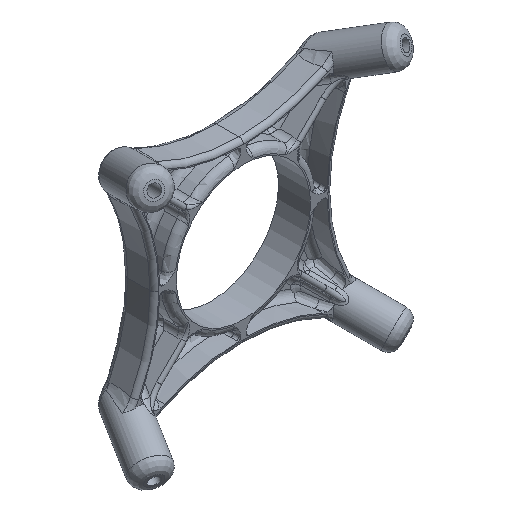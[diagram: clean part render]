
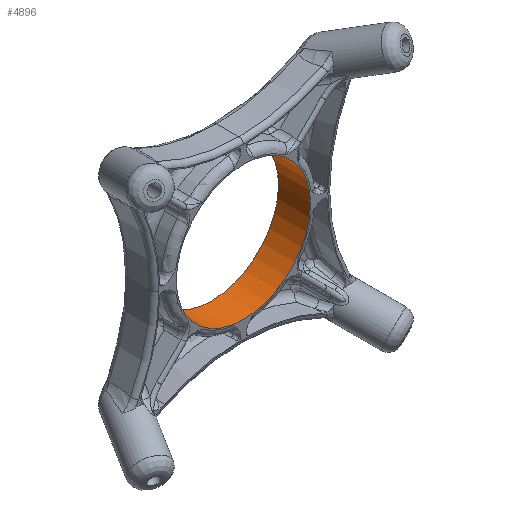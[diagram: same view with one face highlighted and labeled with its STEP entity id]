
A CAD part, isometric view. The second image highlights one B-rep face of the part: STEP entity #4896.
In plain terms, the highlighted cylindrical face has radius 37.75 mm (diameter 75.5 mm), a full revolution.
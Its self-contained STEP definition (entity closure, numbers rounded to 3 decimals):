
#703=LINE('',#15148,#828);
#828=VECTOR('',#6429,37.75);
#929=CYLINDRICAL_SURFACE('',#5374,37.75);
#1275=FACE_OUTER_BOUND('',#1587,.T.);
#1587=EDGE_LOOP('',(#4566,#4567,#4568,#4569));
#1814=CIRCLE('',#5319,37.75);
#1839=CIRCLE('',#5375,37.75);
#2278=VERTEX_POINT('',#14263);
#2297=VERTEX_POINT('',#15147);
#2999=EDGE_CURVE('',#2278,#2278,#1814,.T.);
#3059=EDGE_CURVE('',#2278,#2297,#703,.T.);
#3060=EDGE_CURVE('',#2297,#2297,#1839,.T.);
#4566=ORIENTED_EDGE('',*,*,#2999,.F.);
#4567=ORIENTED_EDGE('',*,*,#3059,.T.);
#4568=ORIENTED_EDGE('',*,*,#3060,.F.);
#4569=ORIENTED_EDGE('',*,*,#3059,.F.);
#4896=ADVANCED_FACE('',(#1275),#929,.F.);
#5319=AXIS2_PLACEMENT_3D('',#14264,#6310,#6311);
#5374=AXIS2_PLACEMENT_3D('',#15146,#6427,#6428);
#5375=AXIS2_PLACEMENT_3D('',#15149,#6430,#6431);
#6310=DIRECTION('center_axis',(0.,1.,0.));
#6311=DIRECTION('ref_axis',(0.,0.,-1.));
#6427=DIRECTION('center_axis',(0.,-1.,0.));
#6428=DIRECTION('ref_axis',(-1.,0.,0.));
#6429=DIRECTION('',(0.,1.,0.));
#6430=DIRECTION('center_axis',(0.,-1.,0.));
#6431=DIRECTION('ref_axis',(0.,0.,-1.));
#14263=CARTESIAN_POINT('',(290.637,480.,252.751));
#14264=CARTESIAN_POINT('Origin',(252.887,480.,252.751));
#15146=CARTESIAN_POINT('Origin',(252.887,498.,252.751));
#15147=CARTESIAN_POINT('',(290.637,498.,252.751));
#15148=CARTESIAN_POINT('',(290.637,498.,252.751));
#15149=CARTESIAN_POINT('Origin',(252.887,498.,252.751));
